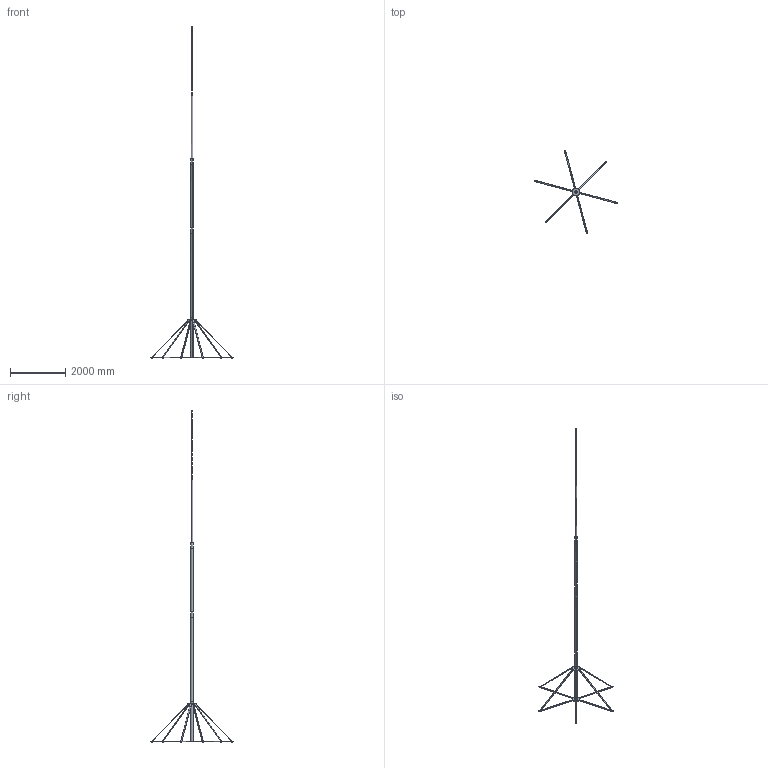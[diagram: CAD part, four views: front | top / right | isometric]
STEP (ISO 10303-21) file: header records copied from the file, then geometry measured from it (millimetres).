
FILE_DESCRIPTION(/* description */ (''),/* implementation_level */ '2;1');
FILE_NAME(/* name */ '5400812',/* time_stamp */ '2015-12-11T14:17:32+01:00',/* author */ (''),/* organization */ (''),/* preprocessor_version */ 'ST-DEVELOPER v15',/* originating_system */ '',/* authorisation */ '');
FILE_SCHEMA (('CONFIG_CONTROL_DESIGN'));
Length unit declared in the file: millimetre
Products named in the file (2): Document; Block 01
Assembly tree (1 placements, depth 2):
  Document
    Block 01
Bounding box: 2998 x 2998.38 x 12003.87 mm (x, y, z)
Volume: 50327386.3 mm3; surface area: 6845184.1 mm2
Topology: 17 solids, 17 shells, 509 faces, 1398 edges, 925 vertices
Faces by surface type: plane 385, bspline 124
Entity records: 15930 total; most frequent: CARTESIAN_POINT 6721, ORIENTED_EDGE 2792, EDGE_CURVE 1396, B_SPLINE_CURVE_WITH_KNOTS 1126, VERTEX_POINT 925, EDGE_LOOP 545, ADVANCED_FACE 509, FACE_OUTER_BOUND 509
